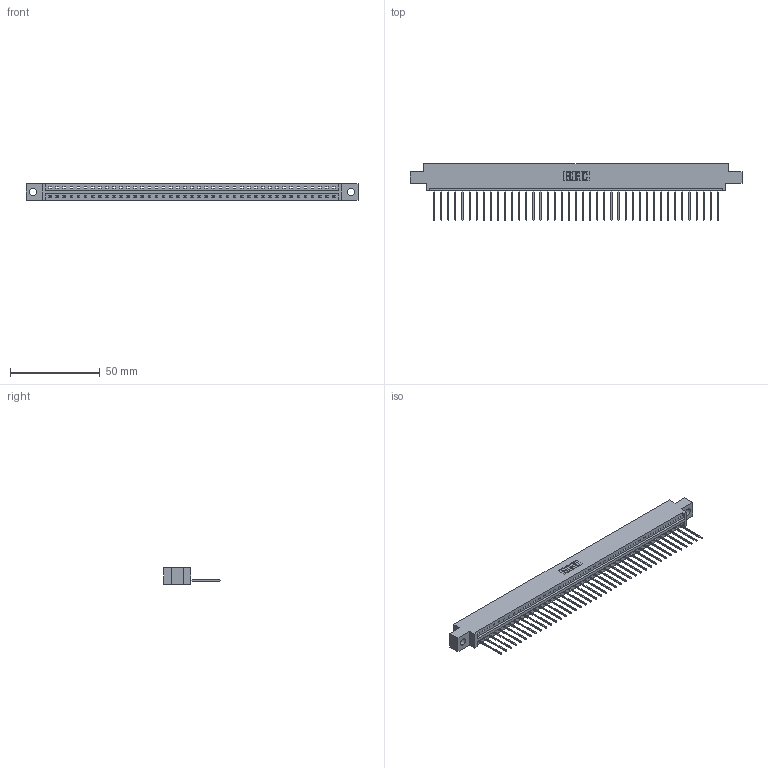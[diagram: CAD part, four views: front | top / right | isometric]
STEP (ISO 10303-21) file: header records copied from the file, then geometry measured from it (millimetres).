
FILE_DESCRIPTION (( 'STEP AP203' ), '1' );
FILE_NAME ('337-041-542-604.STEP', '2018-08-08T22:08:13', ( '' ), ( '' ), 'SwSTEP 2.0', 'SolidWorks 2016', '' );
FILE_SCHEMA (( 'CONFIG_CONTROL_DESIGN' ));
Length unit declared in the file: inch
Products named in the file (3): 337 Part_0.170 Offset - 0.156 Dia-TH; 345-292-001_345-293-142; 337-041-542-604
Assembly tree (42 placements, depth 2):
  337-041-542-604
    337 Part_0.170 Offset - 0.156 Dia-TH
    345-292-001_345-293-142  x41
Bounding box: 185.47 x 31.63 x 9.4 mm (x, y, z)
Volume: 19149.9 mm3; surface area: 20274.8 mm2
Topology: 42 solids, 42 shells, 2660 faces, 8031 edges, 5298 vertices
Faces by surface type: plane 1960, cylinder 700
Entity records: 30759 total; most frequent: CARTESIAN_POINT 5365, ORIENTED_EDGE 5342, DIRECTION 4517, EDGE_CURVE 2671, VECTOR 2543, LINE 2543, VERTEX_POINT 1778, AXIS2_PLACEMENT_3D 987
